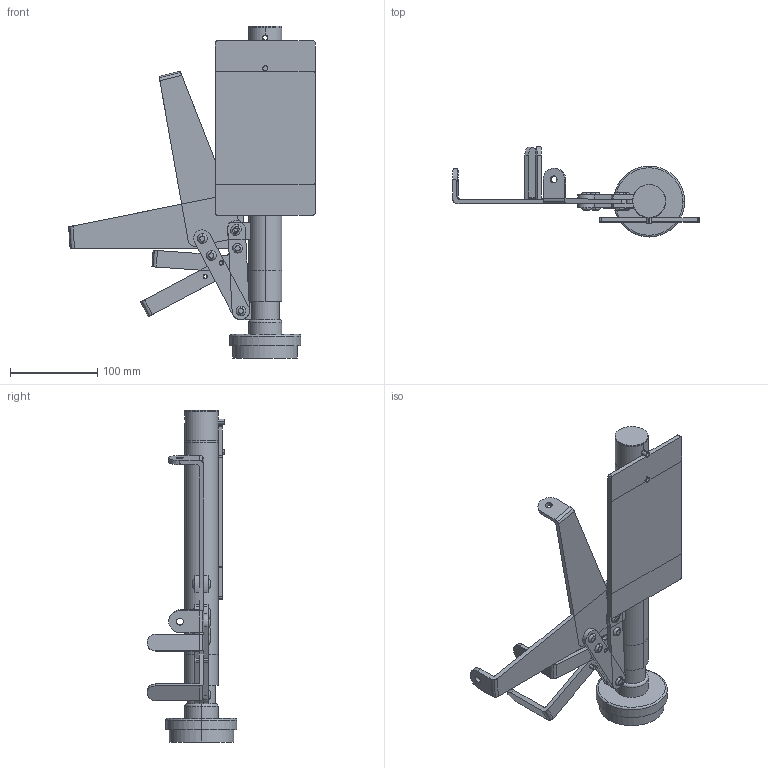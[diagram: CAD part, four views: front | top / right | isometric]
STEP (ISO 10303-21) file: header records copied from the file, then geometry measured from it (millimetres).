
FILE_DESCRIPTION(('STEP AP214'),'1');
FILE_NAME('BZTL7R.STEP','2021-10-06T10:11:03',(' '),(' '),'Spatial InterOp 3D',' ',' ');
FILE_SCHEMA(('AUTOMOTIVE_DESIGN { 1 0 10303 214 1 1 1 1 }'));
Length unit declared in the file: metre
Products named in the file (32): PRESSED STEEL TRUCK LOCKS4; PRESSED STEEL TRUCK LOCKS4 Geometry; BASE25; RUBBER4; BASE26; INNER4; OUTTER4; CAP4; PLATE4; CONNECTOR6; CONNECTOR7; HANDLE6; HANDLE7; PINS4; BOLTS4; PRESSED STEEL TRUCK LOCK3; PRESSED STEEL TRUCK LOCKS5; PRESSED STEEL TRUCK LOCKS5 Geometry; BASE27; RUBBER5; BASE28; INNER5; OUTTER5; CAP5; PLATE5; CONNECTOR8; CONNECTOR9; HANDLE8; HANDLE9; PINS5; BOLTS5; BZTL7R
Assembly tree (31 placements, depth 4):
  BZTL7R
    PRESSED STEEL TRUCK LOCK3
      PRESSED STEEL TRUCK LOCKS4
        PRESSED STEEL TRUCK LOCKS4 Geometry
        BASE25
        RUBBER4
        BASE26
        INNER4
        OUTTER4
        CAP4
        PLATE4
        CONNECTOR6
        CONNECTOR7
        HANDLE6
        HANDLE7
        PINS4
        BOLTS4
      PRESSED STEEL TRUCK LOCKS5
        PRESSED STEEL TRUCK LOCKS5 Geometry
        BASE27
        RUBBER5
        BASE28
        INNER5
        OUTTER5
        CAP5
        PLATE5
        CONNECTOR8
        CONNECTOR9
        HANDLE8
        HANDLE9
        PINS5
        BOLTS5
Bounding box: 283.02 x 103.25 x 381 mm (x, y, z)
Volume: 1011063.4 mm3; surface area: 438413.6 mm2
Topology: 42 solids, 42 shells, 480 faces, 1150 edges, 768 vertices
Faces by surface type: cylinder 244, plane 168, torus 60, cone 8
Entity records: 16944 total; most frequent: CARTESIAN_POINT 4041, DIRECTION 2776, ORIENTED_EDGE 2300, AXIS2_PLACEMENT_3D 1163, EDGE_CURVE 1150, VERTEX_POINT 768, CIRCLE 624, EDGE_LOOP 574
